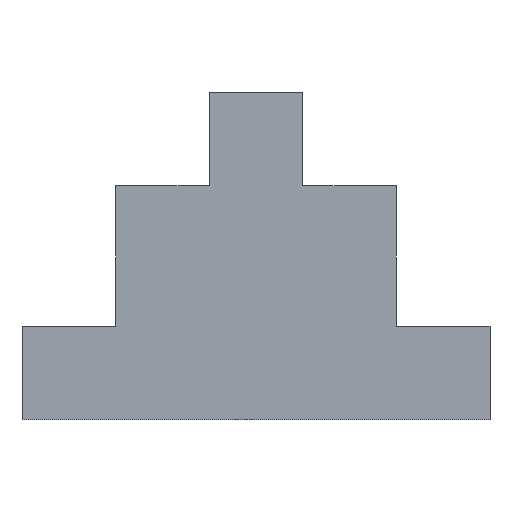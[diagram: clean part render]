
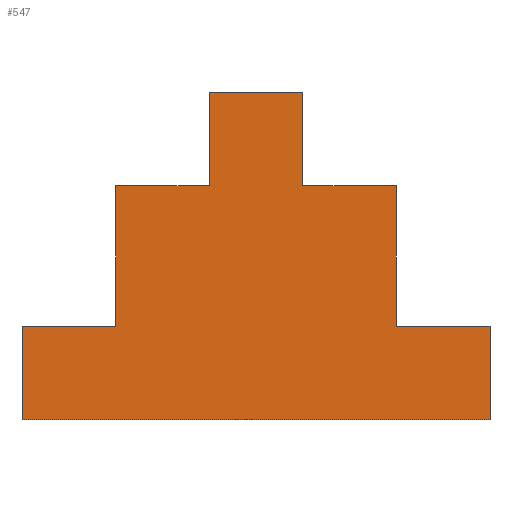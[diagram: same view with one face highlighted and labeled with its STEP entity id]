
A CAD part, front view. The second image highlights one B-rep face of the part: STEP entity #547.
In plain terms, the highlighted planar face has unit normal (0, -1, 0).
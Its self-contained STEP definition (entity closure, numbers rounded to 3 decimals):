
#57=FACE_OUTER_BOUND('',#85,.T.);
#85=EDGE_LOOP('',(#482,#483,#484,#485,#486,#487,#488,#489,#490,#491,#492,
#493));
#122=LINE('',#793,#194);
#126=LINE('',#801,#198);
#129=LINE('',#807,#201);
#132=LINE('',#813,#204);
#135=LINE('',#819,#207);
#138=LINE('',#825,#210);
#141=LINE('',#831,#213);
#144=LINE('',#837,#216);
#147=LINE('',#843,#219);
#150=LINE('',#849,#222);
#153=LINE('',#855,#225);
#156=LINE('',#860,#228);
#194=VECTOR('',#653,10.);
#198=VECTOR('',#659,10.);
#201=VECTOR('',#664,10.);
#204=VECTOR('',#669,10.);
#207=VECTOR('',#674,10.);
#210=VECTOR('',#679,10.);
#213=VECTOR('',#684,10.);
#216=VECTOR('',#689,10.);
#219=VECTOR('',#694,10.);
#222=VECTOR('',#699,10.);
#225=VECTOR('',#704,10.);
#228=VECTOR('',#709,10.);
#254=VERTEX_POINT('',#791);
#255=VERTEX_POINT('',#792);
#258=VERTEX_POINT('',#800);
#260=VERTEX_POINT('',#806);
#262=VERTEX_POINT('',#812);
#264=VERTEX_POINT('',#818);
#266=VERTEX_POINT('',#824);
#268=VERTEX_POINT('',#830);
#270=VERTEX_POINT('',#836);
#272=VERTEX_POINT('',#842);
#274=VERTEX_POINT('',#848);
#276=VERTEX_POINT('',#854);
#314=EDGE_CURVE('',#254,#255,#122,.T.);
#318=EDGE_CURVE('',#255,#258,#126,.T.);
#321=EDGE_CURVE('',#258,#260,#129,.T.);
#324=EDGE_CURVE('',#260,#262,#132,.T.);
#327=EDGE_CURVE('',#262,#264,#135,.T.);
#330=EDGE_CURVE('',#266,#264,#138,.T.);
#333=EDGE_CURVE('',#268,#266,#141,.T.);
#336=EDGE_CURVE('',#270,#268,#144,.T.);
#339=EDGE_CURVE('',#272,#270,#147,.T.);
#342=EDGE_CURVE('',#274,#272,#150,.T.);
#345=EDGE_CURVE('',#276,#274,#153,.T.);
#348=EDGE_CURVE('',#276,#254,#156,.T.);
#482=ORIENTED_EDGE('',*,*,#348,.T.);
#483=ORIENTED_EDGE('',*,*,#314,.T.);
#484=ORIENTED_EDGE('',*,*,#318,.T.);
#485=ORIENTED_EDGE('',*,*,#321,.T.);
#486=ORIENTED_EDGE('',*,*,#324,.T.);
#487=ORIENTED_EDGE('',*,*,#327,.T.);
#488=ORIENTED_EDGE('',*,*,#330,.F.);
#489=ORIENTED_EDGE('',*,*,#333,.F.);
#490=ORIENTED_EDGE('',*,*,#336,.F.);
#491=ORIENTED_EDGE('',*,*,#339,.F.);
#492=ORIENTED_EDGE('',*,*,#342,.F.);
#493=ORIENTED_EDGE('',*,*,#345,.F.);
#520=PLANE('',#588);
#547=ADVANCED_FACE('',(#57),#520,.F.);
#588=AXIS2_PLACEMENT_3D('',#864,#715,#716);
#653=DIRECTION('',(0.,0.,1.));
#659=DIRECTION('',(-1.,0.,0.));
#664=DIRECTION('',(0.,0.,1.));
#669=DIRECTION('',(-1.,0.,0.));
#674=DIRECTION('',(0.,0.,1.));
#679=DIRECTION('',(1.,0.,0.));
#684=DIRECTION('',(0.,0.,1.));
#689=DIRECTION('',(1.,0.,0.));
#694=DIRECTION('',(0.,0.,1.));
#699=DIRECTION('',(1.,0.,0.));
#704=DIRECTION('',(0.,0.,1.));
#709=DIRECTION('',(1.,0.,0.));
#715=DIRECTION('center_axis',(0.,1.,0.));
#716=DIRECTION('ref_axis',(1.,0.,0.));
#791=CARTESIAN_POINT('',(75.,0.,0.));
#792=CARTESIAN_POINT('',(75.,0.,30.));
#793=CARTESIAN_POINT('',(75.,0.,0.));
#800=CARTESIAN_POINT('',(45.,0.,30.));
#801=CARTESIAN_POINT('',(75.,0.,30.));
#806=CARTESIAN_POINT('',(45.,0.,75.));
#807=CARTESIAN_POINT('',(45.,0.,30.));
#812=CARTESIAN_POINT('',(15.,0.,75.));
#813=CARTESIAN_POINT('',(45.,0.,75.));
#818=CARTESIAN_POINT('',(15.,0.,105.));
#819=CARTESIAN_POINT('',(15.,0.,75.));
#824=CARTESIAN_POINT('',(-15.,0.,105.));
#825=CARTESIAN_POINT('',(-15.,0.,105.));
#830=CARTESIAN_POINT('',(-15.,0.,75.));
#831=CARTESIAN_POINT('',(-15.,0.,75.));
#836=CARTESIAN_POINT('',(-45.,0.,75.));
#837=CARTESIAN_POINT('',(-45.,0.,75.));
#842=CARTESIAN_POINT('',(-45.,0.,30.));
#843=CARTESIAN_POINT('',(-45.,0.,30.));
#848=CARTESIAN_POINT('',(-75.,0.,30.));
#849=CARTESIAN_POINT('',(-75.,0.,30.));
#854=CARTESIAN_POINT('',(-75.,0.,0.));
#855=CARTESIAN_POINT('',(-75.,0.,0.));
#860=CARTESIAN_POINT('',(0.,0.,0.));
#864=CARTESIAN_POINT('Origin',(0.,0.,52.5));
